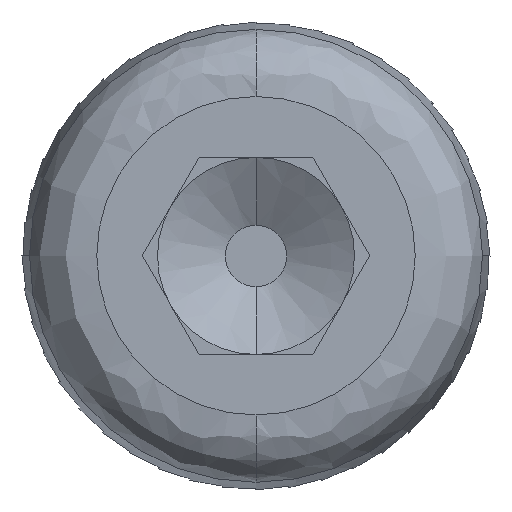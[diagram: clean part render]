
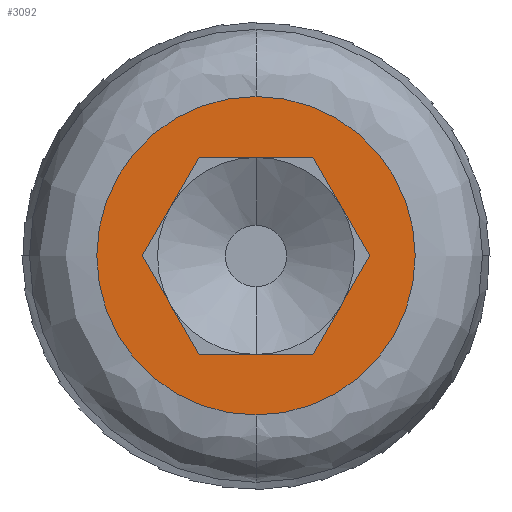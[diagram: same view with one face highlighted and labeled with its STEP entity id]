
A CAD part, top view. The second image highlights one B-rep face of the part: STEP entity #3092.
In plain terms, the highlighted planar face has unit normal (0, 0, 1).
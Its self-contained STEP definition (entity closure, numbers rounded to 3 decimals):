
#58 = FACE_BOUND ( 'NONE', #3131, .T. ) ;
#136 = DIRECTION ( 'NONE',  ( -0.5, 0.866, 0. ) ) ;
#148 = EDGE_CURVE ( 'NONE', #2739, #808, #1434, .T. ) ;
#171 = EDGE_CURVE ( 'NONE', #2702, #800, #2917, .T. ) ;
#333 = ORIENTED_EDGE ( 'NONE', *, *, #3666, .F. ) ;
#411 = DIRECTION ( 'NONE',  ( 0.5, -0.866, 0. ) ) ;
#417 = ORIENTED_EDGE ( 'NONE', *, *, #171, .F. ) ;
#438 = CARTESIAN_POINT ( 'NONE',  ( 4.619, 0., 45.8 ) ) ;
#472 = CARTESIAN_POINT ( 'NONE',  ( -2.309, -4., 45.8 ) ) ;
#485 = ORIENTED_EDGE ( 'NONE', *, *, #148, .F. ) ;
#510 = DIRECTION ( 'NONE',  ( -0.5, -0.866, 0. ) ) ;
#529 = CARTESIAN_POINT ( 'NONE',  ( 2.309, -4., 45.8 ) ) ;
#605 = VECTOR ( 'NONE', #905, 1000. ) ;
#800 = VERTEX_POINT ( 'NONE', #2283 ) ;
#808 = VERTEX_POINT ( 'NONE', #3527 ) ;
#812 = LINE ( 'NONE', #529, #3561 ) ;
#817 = EDGE_CURVE ( 'NONE', #2090, #2490, #2244, .T. ) ;
#840 = CARTESIAN_POINT ( 'NONE',  ( 4.619, 0., 45.8 ) ) ;
#841 = DIRECTION ( 'NONE',  ( 0., 1., 0. ) ) ;
#905 = DIRECTION ( 'NONE',  ( -1., 0., 0. ) ) ;
#962 = VERTEX_POINT ( 'NONE', #3975 ) ;
#1001 = AXIS2_PLACEMENT_3D ( 'NONE', #3752, #1817, #1259 ) ;
#1119 = VERTEX_POINT ( 'NONE', #2497 ) ;
#1172 = VECTOR ( 'NONE', #411, 1000. ) ;
#1199 = CIRCLE ( 'NONE', #1001, 6.464 ) ;
#1259 = DIRECTION ( 'NONE',  ( 0., 1., 0. ) ) ;
#1374 = AXIS2_PLACEMENT_3D ( 'NONE', #3410, #2464, #3699 ) ;
#1394 = DIRECTION ( 'NONE',  ( 1., 0., 0. ) ) ;
#1409 = EDGE_CURVE ( 'NONE', #962, #1119, #1199, .T. ) ;
#1434 = LINE ( 'NONE', #472, #2390 ) ;
#1622 = EDGE_CURVE ( 'NONE', #800, #2739, #2597, .T. ) ;
#1722 = EDGE_CURVE ( 'NONE', #808, #2090, #812, .T. ) ;
#1762 = VECTOR ( 'NONE', #136, 1000. ) ;
#1817 = DIRECTION ( 'NONE',  ( 0., 0., -1. ) ) ;
#2090 = VERTEX_POINT ( 'NONE', #840 ) ;
#2244 = LINE ( 'NONE', #438, #1762 ) ;
#2283 = CARTESIAN_POINT ( 'NONE',  ( -4.619, 0., 45.8 ) ) ;
#2309 = CARTESIAN_POINT ( 'NONE',  ( 2.309, 4., 45.8 ) ) ;
#2363 = ORIENTED_EDGE ( 'NONE', *, *, #1409, .F. ) ;
#2390 = VECTOR ( 'NONE', #1394, 1000. ) ;
#2407 = CARTESIAN_POINT ( 'NONE',  ( -2.309, 4., 45.8 ) ) ;
#2464 = DIRECTION ( 'NONE',  ( 0., 0., 1. ) ) ;
#2490 = VERTEX_POINT ( 'NONE', #2309 ) ;
#2497 = CARTESIAN_POINT ( 'NONE',  ( 0., 6.464, 45.8 ) ) ;
#2549 = ORIENTED_EDGE ( 'NONE', *, *, #817, .F. ) ;
#2597 = LINE ( 'NONE', #3846, #1172 ) ;
#2641 = CARTESIAN_POINT ( 'NONE',  ( 0., 0., 45.8 ) ) ;
#2702 = VERTEX_POINT ( 'NONE', #2407 ) ;
#2739 = VERTEX_POINT ( 'NONE', #3304 ) ;
#2917 = LINE ( 'NONE', #3869, #3962 ) ;
#2931 = ORIENTED_EDGE ( 'NONE', *, *, #1622, .F. ) ;
#3060 = ORIENTED_EDGE ( 'NONE', *, *, #3506, .F. ) ;
#3076 = LINE ( 'NONE', #3684, #605 ) ;
#3092 = ADVANCED_FACE ( 'NONE', ( #58, #4001 ), #3093, .T. ) ;
#3093 = PLANE ( 'NONE',  #1374 ) ;
#3096 = AXIS2_PLACEMENT_3D ( 'NONE', #2641, #3322, #841 ) ;
#3131 = EDGE_LOOP ( 'NONE', ( #417, #3060, #2549, #3984, #485, #2931 ) ) ;
#3145 = EDGE_LOOP ( 'NONE', ( #333, #2363 ) ) ;
#3280 = DIRECTION ( 'NONE',  ( 0.5, 0.866, 0. ) ) ;
#3304 = CARTESIAN_POINT ( 'NONE',  ( -2.309, -4., 45.8 ) ) ;
#3322 = DIRECTION ( 'NONE',  ( 0., 0., -1. ) ) ;
#3410 = CARTESIAN_POINT ( 'NONE',  ( 3.232, 0., 45.8 ) ) ;
#3506 = EDGE_CURVE ( 'NONE', #2490, #2702, #3076, .T. ) ;
#3527 = CARTESIAN_POINT ( 'NONE',  ( 2.309, -4., 45.8 ) ) ;
#3555 = CIRCLE ( 'NONE', #3096, 6.464 ) ;
#3561 = VECTOR ( 'NONE', #3280, 1000. ) ;
#3666 = EDGE_CURVE ( 'NONE', #1119, #962, #3555, .T. ) ;
#3684 = CARTESIAN_POINT ( 'NONE',  ( 2.309, 4., 45.8 ) ) ;
#3699 = DIRECTION ( 'NONE',  ( 0., -1., 0. ) ) ;
#3752 = CARTESIAN_POINT ( 'NONE',  ( 0., 0., 45.8 ) ) ;
#3846 = CARTESIAN_POINT ( 'NONE',  ( -4.619, 0., 45.8 ) ) ;
#3869 = CARTESIAN_POINT ( 'NONE',  ( -2.309, 4., 45.8 ) ) ;
#3962 = VECTOR ( 'NONE', #510, 1000. ) ;
#3975 = CARTESIAN_POINT ( 'NONE',  ( 0., -6.464, 45.8 ) ) ;
#3984 = ORIENTED_EDGE ( 'NONE', *, *, #1722, .F. ) ;
#4001 = FACE_OUTER_BOUND ( 'NONE', #3145, .T. ) ;
